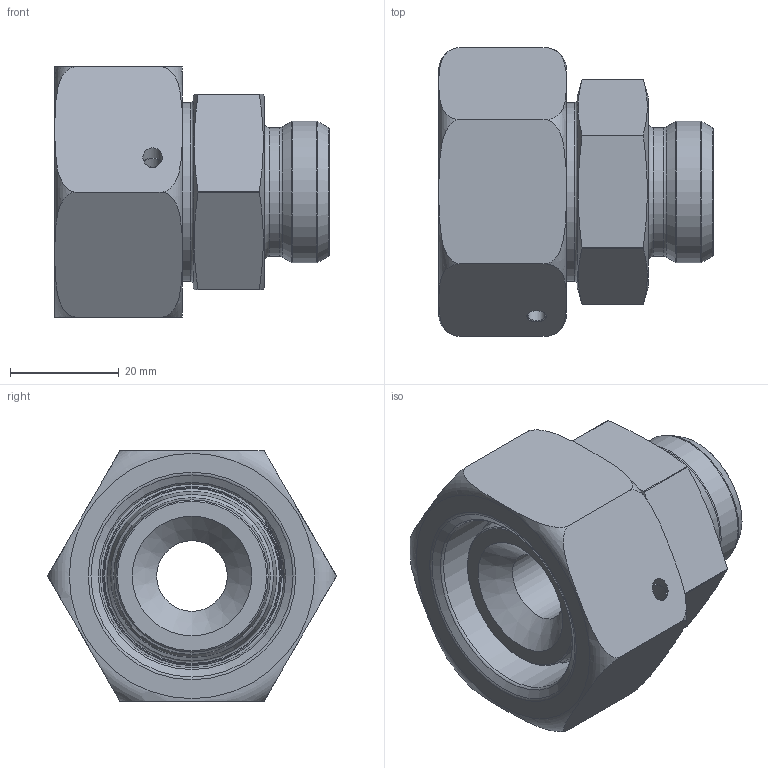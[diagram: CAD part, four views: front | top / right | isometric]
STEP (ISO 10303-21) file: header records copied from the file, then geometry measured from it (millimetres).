
FILE_DESCRIPTION(/* description */ (''),/* implementation_level */ '2;1');
FILE_NAME(/* name */ 'GDA2818.stp',/* time_stamp */ '2025-01-17T08:01:05+01:00',/* author */ (''),/* organization */ (''),/* preprocessor_version */ 'ST-DEVELOPER v16',/* originating_system */ 'SIEMENS PLM Software NX 10.0',/* authorisation */ '');
FILE_SCHEMA (('CONFIG_CONTROL_DESIGN'));
Length unit declared in the file: millimetre
Products named in the file (5): X-OR-28; X-ST25; X-GDA2818; X-MT25; GDA2818
Assembly tree (4 placements, depth 2):
  GDA2818
    X-MT25
    X-GDA2818
    X-ST25
    X-OR-28
Bounding box: 50.5 x 53.12 x 46 mm (x, y, z)
Volume: 50768.9 mm3; surface area: 18207 mm2
Topology: 4 solids, 4 shells, 280 faces, 748 edges, 492 vertices
Faces by surface type: plane 210, torus 20, extrusion 18, cylinder 16, cone 13, bspline 2, revolution 1
Full cylindrical faces by diameter (mm): 3.245 x1, 3.545 x1, 13 x1, 18.2 x1, 23.7 x1, 26 x1, 32.955 x2, 33.3 x1, 33.835 x1
Entity records: 10179 total; most frequent: CARTESIAN_POINT 3742, ORIENTED_EDGE 1372, DIRECTION 867, EDGE_CURVE 686, VERTEX_POINT 476, B_SPLINE_CURVE_WITH_KNOTS 441, EDGE_LOOP 347, AXIS2_PLACEMENT_3D 320
